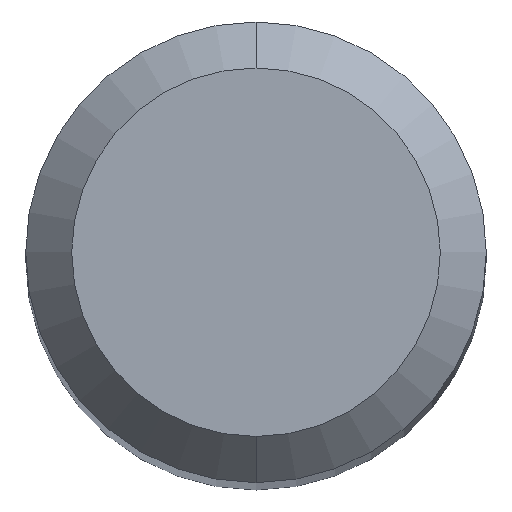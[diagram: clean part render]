
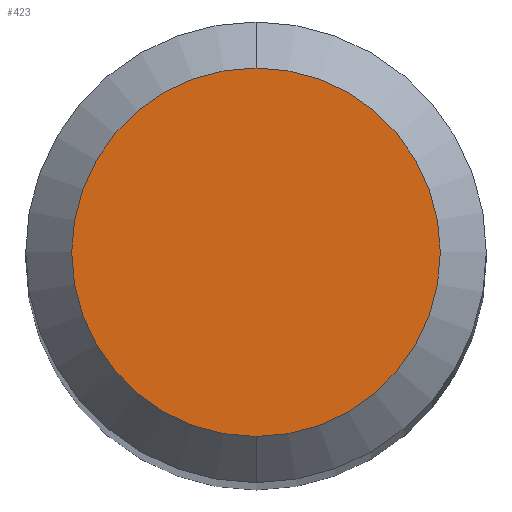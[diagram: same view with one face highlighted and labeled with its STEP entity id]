
A CAD part, top view. The second image highlights one B-rep face of the part: STEP entity #423.
In plain terms, the highlighted planar face has unit normal (0, 0, 1).
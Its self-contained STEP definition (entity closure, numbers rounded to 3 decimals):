
#195=VERTEX_POINT('',#504);
#241=EDGE_CURVE('',#195,#407,#553,.T.);
#407=VERTEX_POINT('',#740);
#413=EDGE_CURVE('',#407,#195,#746,.T.);
#423=ADVANCED_FACE('',(#758),#759,.T.);
#504=CARTESIAN_POINT('',(0.0,1.2,0.0));
#553=CIRCLE('',#938,1.2);
#740=CARTESIAN_POINT('',(0.,-1.2,0.0));
#746=CIRCLE('',#1319,1.2);
#758=FACE_OUTER_BOUND('',#1345,.T.);
#759=PLANE('',#1346);
#938=AXIS2_PLACEMENT_3D('',#1525,#1526,#1527);
#1319=AXIS2_PLACEMENT_3D('',#1756,#1757,#1758);
#1345=EDGE_LOOP('',(#1775,#1776));
#1346=AXIS2_PLACEMENT_3D('',#1777,#1778,#1779);
#1525=CARTESIAN_POINT('',(0.0,0.0,0.0));
#1526=DIRECTION('',(0.0,0.0,-1.0));
#1527=DIRECTION('',(0.0,1.0,0.0));
#1756=CARTESIAN_POINT('',(0.0,0.0,0.0));
#1757=DIRECTION('',(0.0,0.0,-1.0));
#1758=DIRECTION('',(0.0,1.0,0.0));
#1775=ORIENTED_EDGE('',*,*,#241,.F.);
#1776=ORIENTED_EDGE('',*,*,#413,.F.);
#1777=CARTESIAN_POINT('',(0.0,0.6,0.0));
#1778=DIRECTION('',(-0.0,0.0,1.0));
#1779=DIRECTION('',(0.0,-1.0,0.0));
